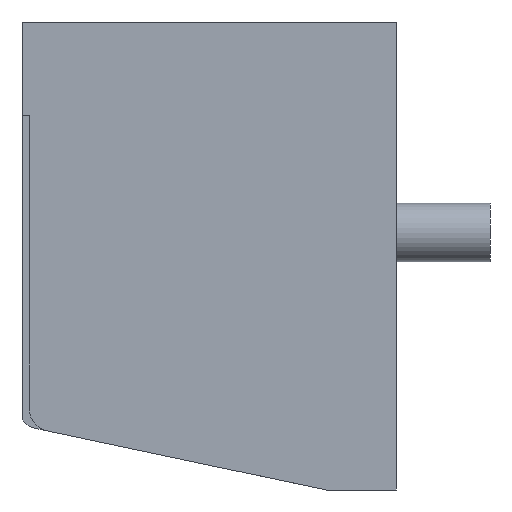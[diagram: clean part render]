
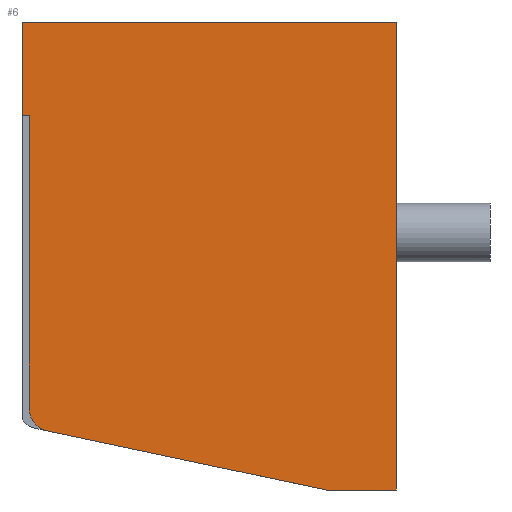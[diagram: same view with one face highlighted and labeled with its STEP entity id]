
A CAD part, left-side view. The second image highlights one B-rep face of the part: STEP entity #6.
In plain terms, the highlighted planar face has unit normal (-1, 0, 0).
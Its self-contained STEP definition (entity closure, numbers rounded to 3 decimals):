
#6 = ADVANCED_FACE ( 'NONE', ( #681 ), #680, .F. ) ;
#7 = EDGE_LOOP ( 'NONE', ( #8, #1878, #1881, #1883, #1884, #9, #10, #11, #228 ) ) ;
#8 = ORIENTED_EDGE ( 'NONE', *, *, #97, .T. ) ;
#9 = ORIENTED_EDGE ( 'NONE', *, *, #68, .T. ) ;
#10 = ORIENTED_EDGE ( 'NONE', *, *, #61, .T. ) ;
#11 = ORIENTED_EDGE ( 'NONE', *, *, #12, .F. ) ;
#12 = EDGE_CURVE ( 'NONE', #227, #262, #678, .T. ) ;
#61 = EDGE_CURVE ( 'NONE', #263, #262, #876, .T. ) ;
#68 = EDGE_CURVE ( 'NONE', #69, #263, #862, .T. ) ;
#69 = VERTEX_POINT ( 'NONE', #858 ) ;
#97 = EDGE_CURVE ( 'NONE', #98, #99, #807, .T. ) ;
#98 = VERTEX_POINT ( 'NONE', #803 ) ;
#99 = VERTEX_POINT ( 'NONE', #802 ) ;
#100 = VERTEX_POINT ( 'NONE', #801 ) ;
#227 = VERTEX_POINT ( 'NONE', #1056 ) ;
#228 = ORIENTED_EDGE ( 'NONE', *, *, #229, .F. ) ;
#229 = EDGE_CURVE ( 'NONE', #98, #227, #1055, .T. ) ;
#262 = VERTEX_POINT ( 'NONE', #992 ) ;
#263 = VERTEX_POINT ( 'NONE', #991 ) ;
#308 = VERTEX_POINT ( 'NONE', #1362 ) ;
#310 = EDGE_CURVE ( 'NONE', #308, #100, #1361, .T. ) ;
#672 = DIRECTION ( 'NONE',  ( 0., -1., 0. ) ) ;
#673 = VECTOR ( 'NONE', #672, 1000. ) ;
#674 = CARTESIAN_POINT ( 'NONE',  ( -6.5, 16., 10. ) ) ;
#675 = DIRECTION ( 'NONE',  ( 0., 0., -1. ) ) ;
#676 = DIRECTION ( 'NONE',  ( 1., 0., 0. ) ) ;
#677 = CARTESIAN_POINT ( 'NONE',  ( -6.5, 16., 10. ) ) ;
#678 = LINE ( 'NONE', #674, #673 ) ;
#679 = AXIS2_PLACEMENT_3D ( 'NONE', #677, #676, #675 ) ;
#680 = PLANE ( 'NONE',  #679 ) ;
#681 = FACE_OUTER_BOUND ( 'NONE', #7, .T. ) ;
#801 = CARTESIAN_POINT ( 'NONE',  ( -6.5, 14.907, -7.477 ) ) ;
#802 = CARTESIAN_POINT ( 'NONE',  ( -6.5, 15.7, 6. ) ) ;
#803 = CARTESIAN_POINT ( 'NONE',  ( -6.5, 16., 6. ) ) ;
#804 = DIRECTION ( 'NONE',  ( 0., -1., 0. ) ) ;
#805 = VECTOR ( 'NONE', #804, 1000. ) ;
#806 = CARTESIAN_POINT ( 'NONE',  ( -6.5, 16., 6. ) ) ;
#807 = LINE ( 'NONE', #806, #805 ) ;
#858 = CARTESIAN_POINT ( 'NONE',  ( -6.5, 0., -10. ) ) ;
#859 = DIRECTION ( 'NONE',  ( 0., 0., 1. ) ) ;
#860 = VECTOR ( 'NONE', #859, 1000. ) ;
#861 = CARTESIAN_POINT ( 'NONE',  ( -6.5, 0., 10. ) ) ;
#862 = LINE ( 'NONE', #861, #860 ) ;
#873 = DIRECTION ( 'NONE',  ( 0., 0., 1. ) ) ;
#874 = VECTOR ( 'NONE', #873, 1000. ) ;
#875 = CARTESIAN_POINT ( 'NONE',  ( -6.5, 0., 10. ) ) ;
#876 = LINE ( 'NONE', #875, #874 ) ;
#991 = CARTESIAN_POINT ( 'NONE',  ( -6.5, 0., 1. ) ) ;
#992 = CARTESIAN_POINT ( 'NONE',  ( -6.5, 0., 10. ) ) ;
#1052 = DIRECTION ( 'NONE',  ( 0., 0., 1. ) ) ;
#1053 = VECTOR ( 'NONE', #1052, 1000. ) ;
#1054 = CARTESIAN_POINT ( 'NONE',  ( -6.5, 16., 10. ) ) ;
#1055 = LINE ( 'NONE', #1054, #1053 ) ;
#1056 = CARTESIAN_POINT ( 'NONE',  ( -6.5, 16., 10. ) ) ;
#1358 = DIRECTION ( 'NONE',  ( 0., 0.978, 0.207 ) ) ;
#1359 = VECTOR ( 'NONE', #1358, 1000. ) ;
#1360 = CARTESIAN_POINT ( 'NONE',  ( -6.5, 3., -10. ) ) ;
#1361 = LINE ( 'NONE', #1360, #1359 ) ;
#1362 = CARTESIAN_POINT ( 'NONE',  ( -6.5, 3., -10. ) ) ;
#1715 = VECTOR ( 'NONE', #1807, 1000. ) ;
#1716 = CARTESIAN_POINT ( 'NONE',  ( -6.5, 16., -10. ) ) ;
#1717 = LINE ( 'NONE', #1716, #1715 ) ;
#1718 = DIRECTION ( 'NONE',  ( 0., 0., -1. ) ) ;
#1719 = DIRECTION ( 'NONE',  ( -1., 0., 0. ) ) ;
#1720 = CARTESIAN_POINT ( 'NONE',  ( -6.5, 14.7, -6.499 ) ) ;
#1721 = AXIS2_PLACEMENT_3D ( 'NONE', #1720, #1719, #1718 ) ;
#1722 = CIRCLE ( 'NONE', #1721, 1. ) ;
#1723 = CARTESIAN_POINT ( 'NONE',  ( -6.5, 15.7, -6.499 ) ) ;
#1724 = DIRECTION ( 'NONE',  ( 0., 0., -1. ) ) ;
#1725 = VECTOR ( 'NONE', #1724, 1000. ) ;
#1726 = CARTESIAN_POINT ( 'NONE',  ( -6.5, 15.7, 6. ) ) ;
#1730 = LINE ( 'NONE', #1726, #1725 ) ;
#1807 = DIRECTION ( 'NONE',  ( 0., -1., 0. ) ) ;
#1878 = ORIENTED_EDGE ( 'NONE', *, *, #1879, .T. ) ;
#1879 = EDGE_CURVE ( 'NONE', #99, #1880, #1730, .T. ) ;
#1880 = VERTEX_POINT ( 'NONE', #1723 ) ;
#1881 = ORIENTED_EDGE ( 'NONE', *, *, #1882, .T. ) ;
#1882 = EDGE_CURVE ( 'NONE', #1880, #100, #1722, .T. ) ;
#1883 = ORIENTED_EDGE ( 'NONE', *, *, #310, .F. ) ;
#1884 = ORIENTED_EDGE ( 'NONE', *, *, #1885, .T. ) ;
#1885 = EDGE_CURVE ( 'NONE', #308, #69, #1717, .T. ) ;
